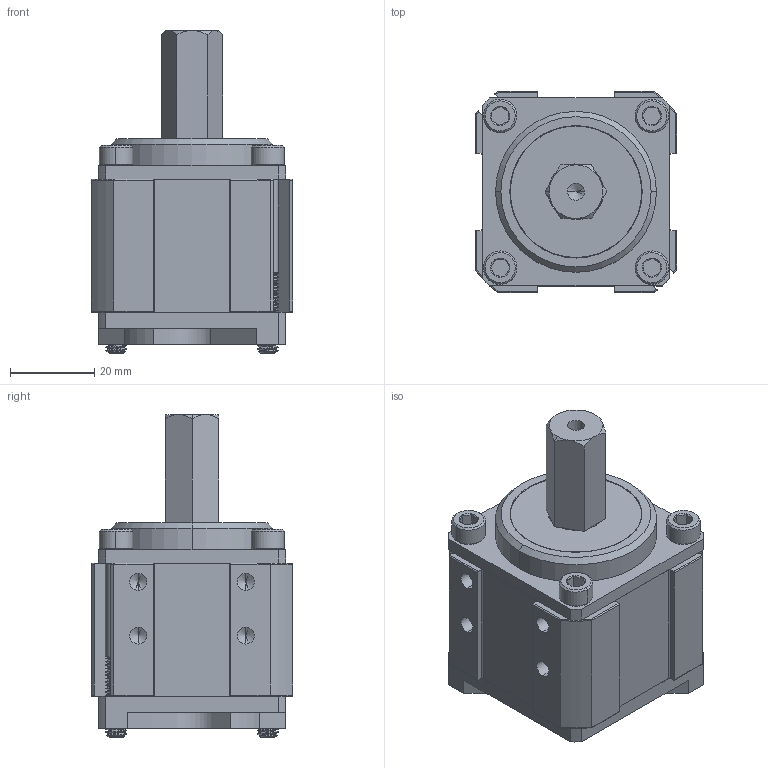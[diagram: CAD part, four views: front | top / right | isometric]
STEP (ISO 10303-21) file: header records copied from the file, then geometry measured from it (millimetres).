
FILE_DESCRIPTION (( 'STEP AP203' ), '1' );
FILE_NAME ('am-3658 - 4_1 - 57 Sport.STEP', '2017-11-21T21:43:46', ( '' ), ( '' ), 'SwSTEP 2.0', 'SolidWorks 2017', '' );
FILE_SCHEMA (( 'CONFIG_CONTROL_DESIGN' ));
Length unit declared in the file: inch
Products named in the file (14): Thrust washer - 775 Sport; am-XXXX - 57 Sport 500 Hex Output Plug; am-3658 - 4_1 - 57 Sport; am-XXXX - 57 Sport 1 Stage Ring Gear Housing; am-3765 - 57 Sport Motor Block; 10-32 x 1.750 SHCS_90128A953; 10-32 X 375 SHCS_90128A940; am-XXXX - 57 Sport 500 Hex Shaft; am-XXXX - 57 Sport Shaft Carrier Plate; Output Block; 16T Planet Gear; FR8ZZ Bearing; am-XXXX - 4_1 Input Stage; retaining Ring 0500 - Mcm 98410A122_98410A122
Assembly tree (19 placements, depth 3):
  am-3658 - 4_1 - 57 Sport
    am-XXXX - 57 Sport 500 Hex Output Plug
      am-XXXX - 57 Sport 500 Hex Shaft
      Output Block
      FR8ZZ Bearing  x2
      retaining Ring 0500 - Mcm 98410A122_98410A122
    am-XXXX - 57 Sport 1 Stage Ring Gear Housing
    am-3765 - 57 Sport Motor Block
    10-32 x 1.750 SHCS_90128A953  x2
    10-32 X 375 SHCS_90128A940  x2
    am-XXXX - 4_1 Input Stage
      am-XXXX - 57 Sport Shaft Carrier Plate
      16T Planet Gear  x4
    Thrust washer - 775 Sport
Bounding box: 47.62 x 47.62 x 76.45 mm (x, y, z)
Volume: 78997.6 mm3; surface area: 45593.3 mm2
Topology: 17 solids, 17 shells, 1261 faces, 3430 edges, 2218 vertices
Faces by surface type: cylinder 944, plane 158, cone 121, torus 26, bspline 12
Entity records: 32843 total; most frequent: CARTESIAN_POINT 11157, ORIENTED_EDGE 4344, DIRECTION 4241, EDGE_CURVE 2172, AXIS2_PLACEMENT_3D 1698, VERTEX_POINT 1410, EDGE_LOOP 890, CIRCLE 864
